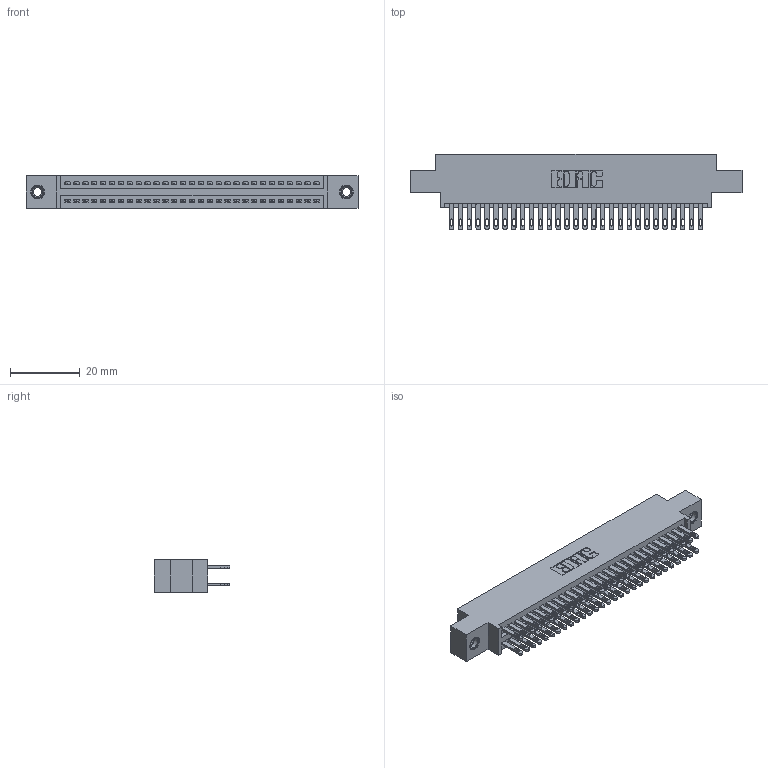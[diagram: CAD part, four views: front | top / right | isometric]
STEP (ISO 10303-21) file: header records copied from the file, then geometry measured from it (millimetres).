
FILE_DESCRIPTION (( 'STEP AP203' ), '1' );
FILE_NAME ('895-058-500-807.STEP', '2020-09-28T02:57:40', ( '' ), ( '' ), 'SwSTEP 2.0', 'SolidWorks 2020', '' );
FILE_SCHEMA (( 'CONFIG_CONTROL_DESIGN' ));
Length unit declared in the file: inch
Products named in the file (4): 345-292-001_345-293-100; 895-058-500-807; 345-250-001_345-250-005-103; 845 Part_0.170 Offset - 0.156 Dia-TI
Assembly tree (61 placements, depth 2):
  895-058-500-807
    845 Part_0.170 Offset - 0.156 Dia-TI
    345-292-001_345-293-100  x58
    345-250-001_345-250-005-103  x2
Bounding box: 94.87 x 21.51 x 9.4 mm (x, y, z)
Volume: 9145.3 mm3; surface area: 14029.5 mm2
Topology: 61 solids, 61 shells, 2858 faces, 8667 edges, 5770 vertices
Faces by surface type: plane 1682, cylinder 1160, cone 12, torus 4
Entity records: 25752 total; most frequent: CARTESIAN_POINT 4311, ORIENTED_EDGE 4238, DIRECTION 3845, EDGE_CURVE 2119, LINE 1847, VECTOR 1847, VERTEX_POINT 1408, AXIS2_PLACEMENT_3D 999
